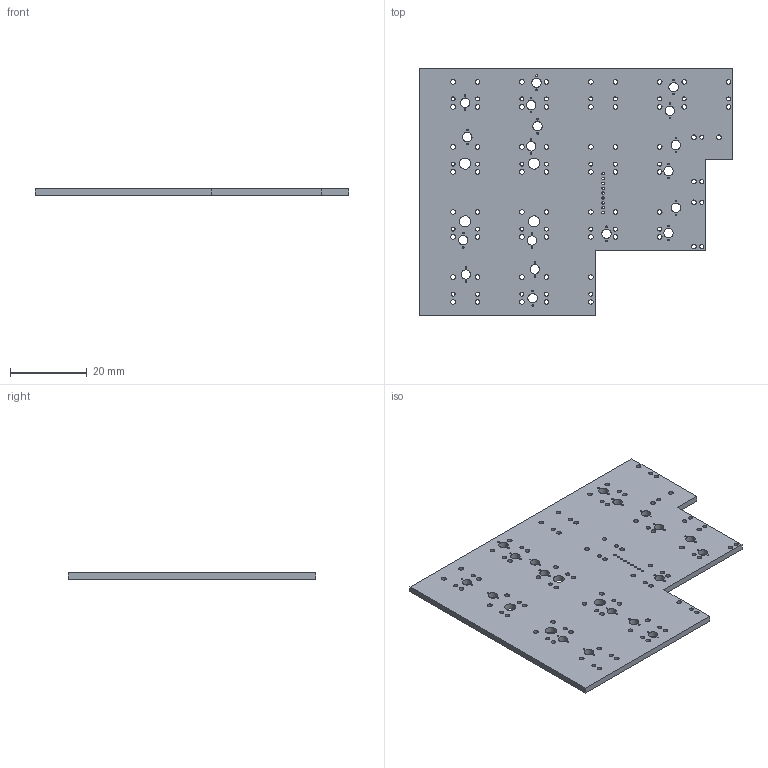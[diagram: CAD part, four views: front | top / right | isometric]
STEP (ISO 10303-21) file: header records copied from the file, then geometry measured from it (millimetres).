
FILE_DESCRIPTION(('KiCad electronic assembly'),'2;1');
FILE_NAME('btrfld_pcb.step','2024-08-14T15:47:36',('Pcbnew'),('Kicad'), 'Open CASCADE STEP processor 7.6','KiCad to STEP converter','Unknown' );
FILE_SCHEMA(('AUTOMOTIVE_DESIGN { 1 0 10303 214 1 1 1 1 }'));
Length unit declared in the file: millimetre
Products named in the file (2): btrfld_pcb 1; btrfld_pcb_PCB
Assembly tree (1 placements, depth 2):
  btrfld_pcb 1
    btrfld_pcb_PCB
Bounding box: 82 x 64.8 x 1.6 mm (x, y, z)
Volume: 6907.6 mm3; surface area: 10022.9 mm2
Topology: 1 solids, 1 shells, 170 faces, 504 edges, 336 vertices
Faces by surface type: cylinder 160, plane 10
Full cylindrical faces by diameter (mm): 0.4 x36, 0.65 x9, 1.05 x32, 1.2 x61, 2.45 x18, 2.9 x4
Entity records: 6565 total; most frequent: DIRECTION 1168, CARTESIAN_POINT 1012, ORIENTED_EDGE 1008, EDGE_CURVE 504, AXIS2_PLACEMENT_3D 492, FACE_BOUND 490, EDGE_LOOP 490, VERTEX_POINT 336
